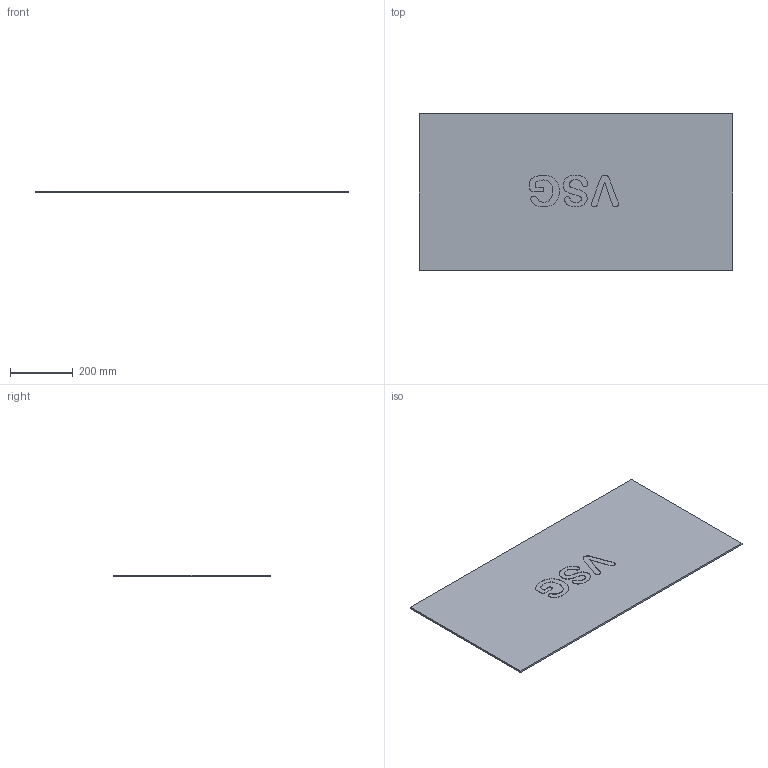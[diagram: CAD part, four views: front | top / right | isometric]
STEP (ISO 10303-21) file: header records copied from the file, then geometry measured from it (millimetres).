
FILE_DESCRIPTION (( 'STEP AP214' ), '1' );
FILE_NAME ('6520600', '2019-02-01T12:48:50', ( '' ), ('JUGARD+KÜNSTNER GmbH'), 'SwSTEP 2.0', 'SolidWorks 2017', '' );
FILE_SCHEMA (( 'AUTOMOTIVE_DESIGN' ));
Length unit declared in the file: millimetre
Products named in the file (1): 6520600_CNAJF00
Bounding box: 1000 x 500 x 6 mm (x, y, z)
Volume: 2987365.1 mm3; surface area: 1019514.4 mm2
Topology: 1 solids, 1 shells, 56 faces, 153 edges, 102 vertices
Faces by surface type: bspline 39, plane 17
Entity records: 2123 total; most frequent: CARTESIAN_POINT 937, ORIENTED_EDGE 306, EDGE_CURVE 153, DIRECTION 111, VERTEX_POINT 102, B_SPLINE_CURVE_WITH_KNOTS 78, LINE 75, VECTOR 75
